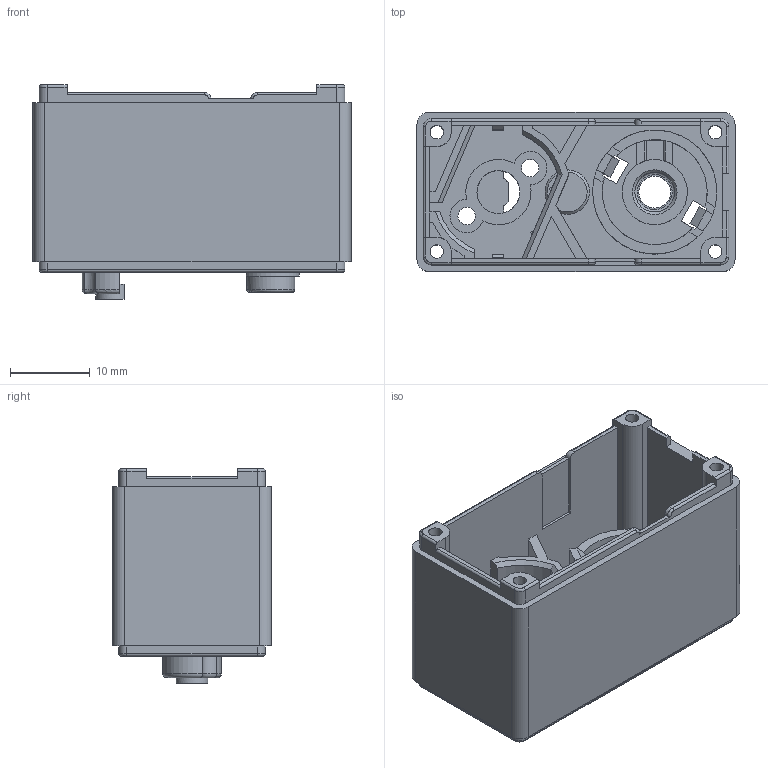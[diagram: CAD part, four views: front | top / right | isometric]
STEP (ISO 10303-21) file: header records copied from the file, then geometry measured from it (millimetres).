
FILE_DESCRIPTION(/* description */ (''),/* implementation_level */ '2;1');
FILE_NAME(/* name */ 'Bottom Housing.ipt.step',/* time_stamp */ '2020-04-16T23:16:14-04:00',/* author */ ('Jordan'),/* organization */ (''),/* preprocessor_version */ 'ST-DEVELOPER v17',/* originating_system */ 'Autodesk Inventor 2019',/* authorisation */ '');
FILE_SCHEMA (('AUTOMOTIVE_DESIGN { 1 0 10303 214 3 1 1 }'));
Length unit declared in the file: inch
Products named in the file (1): Bottom Housing
Bounding box: 40 x 20 x 27 mm (x, y, z)
Volume: 6273 mm3; surface area: 8836.5 mm2
Topology: 1 solids, 1 shells, 277 faces, 799 edges, 534 vertices
Faces by surface type: plane 171, cylinder 81, torus 17, cone 8
Full cylindrical faces by diameter (mm): 1.6 x2, 1.7 x4, 2.2 x2, 3.3 x2, 4 x1, 5 x1, 5.4 x1, 6 x1, 15.6 x1
Entity records: 9854 total; most frequent: CARTESIAN_POINT 2289, ORIENTED_EDGE 1598, DIRECTION 1577, EDGE_CURVE 799, VERTEX_POINT 534, AXIS2_PLACEMENT_3D 527, LINE 523, VECTOR 523
